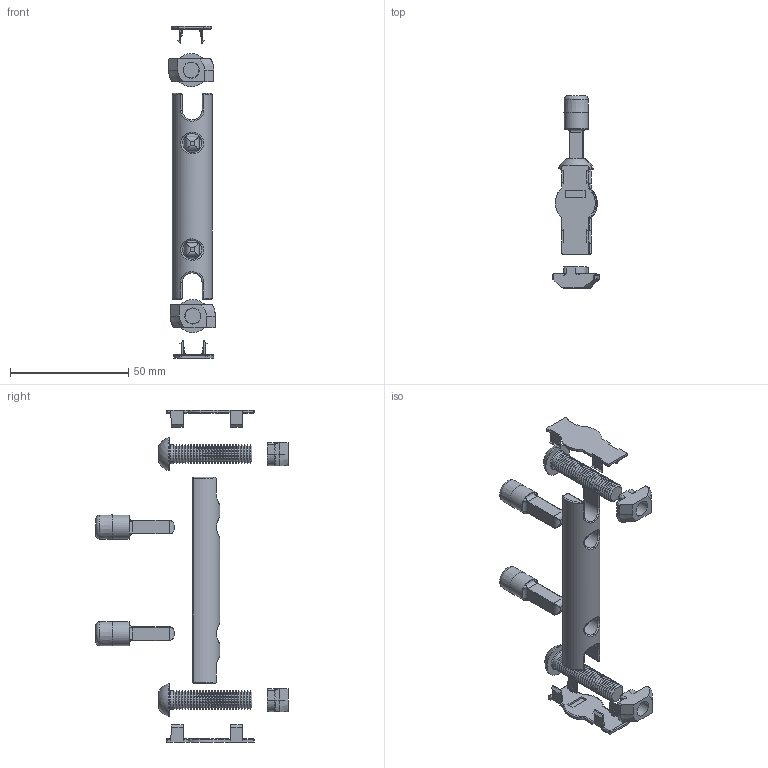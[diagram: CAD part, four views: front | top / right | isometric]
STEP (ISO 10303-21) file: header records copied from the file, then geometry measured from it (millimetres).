
FILE_DESCRIPTION(/* description */ (''),/* implementation_level */ '2;1');
FILE_NAME(/* name */ '412500923_Bolzenverbinder_90_Nut_10.stp',/* time_stamp */ '2023-01-24T09:55:38+01:00',/* author */ ('Praktikant'),/* organization */ (''),/* preprocessor_version */ 'ST-DEVELOPER v17.2',/* originating_system */ 'Autodesk Inventor 2019',/* authorisation */ '');
FILE_SCHEMA (('AUTOMOTIVE_DESIGN { 1 0 10303 214 3 1 1 }'));
Length unit declared in the file: millimetre
Products named in the file (1): 412500923_Bolzenverbinder_90_Nut_10
Bounding box: 19.7 x 81.21 x 140.27 mm (x, y, z)
Volume: 21124.9 mm3; surface area: 14600.3 mm2
Topology: 9 solids, 9 shells, 770 faces, 2175 edges, 1387 vertices
Faces by surface type: plane 317, cylinder 241, cone 116, bspline 42, sphere 38, torus 16
Full cylindrical faces by diameter (mm): 6.8 x2, 8 x54, 8.1 x2, 10.1 x2, 14 x2
Entity records: 29440 total; most frequent: CARTESIAN_POINT 8429, DIRECTION 4400, ORIENTED_EDGE 4258, EDGE_CURVE 2129, AXIS2_PLACEMENT_3D 1655, VERTEX_POINT 1387, LINE 1090, VECTOR 1090
